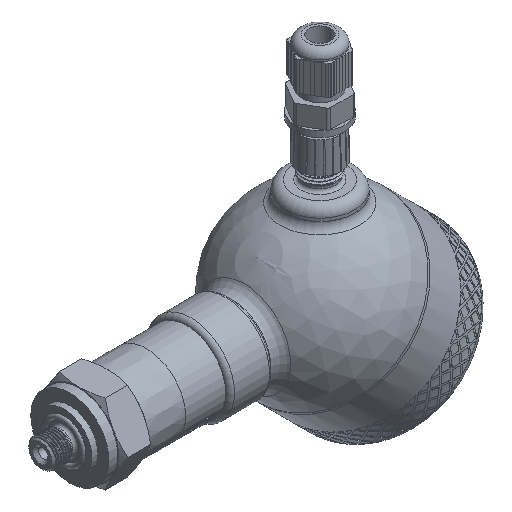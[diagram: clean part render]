
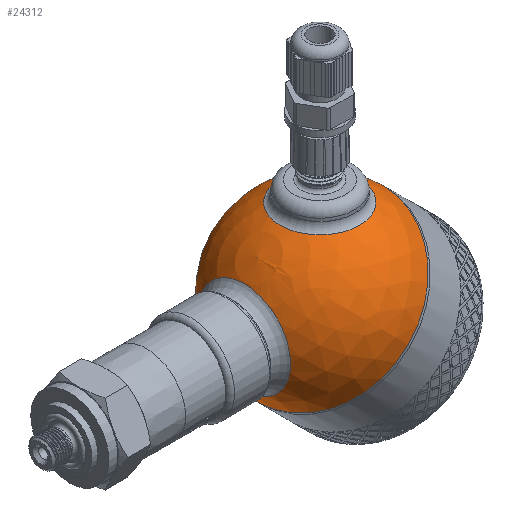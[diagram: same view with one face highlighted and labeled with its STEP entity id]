
A CAD part, isometric view. The second image highlights one B-rep face of the part: STEP entity #24312.
In plain terms, the highlighted spherical face has radius 30 mm.
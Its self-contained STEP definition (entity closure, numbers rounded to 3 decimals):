
#56=SPHERICAL_SURFACE('',#25783,30.);
#1034=FACE_BOUND('',#3490,.T.);
#1035=FACE_BOUND('',#3491,.T.);
#1906=FACE_OUTER_BOUND('',#3489,.T.);
#3489=EDGE_LOOP('',(#17800,#17801,#17802,#17803));
#3490=EDGE_LOOP('',(#17804));
#3491=EDGE_LOOP('',(#17805));
#4926=CIRCLE('',#25706,30.);
#4927=CIRCLE('',#25707,30.);
#4954=CIRCLE('',#25779,13.5);
#4957=CIRCLE('',#25784,30.);
#4958=CIRCLE('',#25785,15.643);
#9553=VERTEX_POINT('',#33601);
#9554=VERTEX_POINT('',#33603);
#10081=VERTEX_POINT('',#40367);
#10083=VERTEX_POINT('',#40374);
#10084=VERTEX_POINT('',#40376);
#12162=EDGE_CURVE('',#9553,#9554,#4926,.T.);
#12163=EDGE_CURVE('',#9554,#9553,#4927,.T.);
#12956=EDGE_CURVE('',#10081,#10081,#4954,.T.);
#12959=EDGE_CURVE('',#9554,#10083,#4957,.T.);
#12960=EDGE_CURVE('',#10084,#10084,#4958,.T.);
#17800=ORIENTED_EDGE('',*,*,#12163,.F.);
#17801=ORIENTED_EDGE('',*,*,#12959,.T.);
#17802=ORIENTED_EDGE('',*,*,#12959,.F.);
#17803=ORIENTED_EDGE('',*,*,#12162,.F.);
#17804=ORIENTED_EDGE('',*,*,#12960,.F.);
#17805=ORIENTED_EDGE('',*,*,#12956,.F.);
#24312=ADVANCED_FACE('',(#1906,#1034,#1035),#56,.T.);
#25706=AXIS2_PLACEMENT_3D('',#33604,#27050,#27051);
#25707=AXIS2_PLACEMENT_3D('',#33605,#27052,#27053);
#25779=AXIS2_PLACEMENT_3D('',#40368,#27474,#27475);
#25783=AXIS2_PLACEMENT_3D('',#40373,#27482,#27483);
#25784=AXIS2_PLACEMENT_3D('',#40375,#27484,#27485);
#25785=AXIS2_PLACEMENT_3D('',#40377,#27486,#27487);
#27050=DIRECTION('center_axis',(1.,0.,0.));
#27051=DIRECTION('ref_axis',(0.,1.,0.));
#27052=DIRECTION('center_axis',(1.,0.,0.));
#27053=DIRECTION('ref_axis',(0.,1.,0.));
#27474=DIRECTION('center_axis',(-0.707,0.,-0.707));
#27475=DIRECTION('ref_axis',(-0.707,0.,0.707));
#27482=DIRECTION('center_axis',(1.,0.,0.));
#27483=DIRECTION('ref_axis',(0.,-1.,0.));
#27484=DIRECTION('center_axis',(0.,0.,1.));
#27485=DIRECTION('ref_axis',(0.,1.,0.));
#27486=DIRECTION('center_axis',(-0.707,0.,0.707));
#27487=DIRECTION('ref_axis',(0.707,0.,0.707));
#33601=CARTESIAN_POINT('',(0.,-30.,0.));
#33603=CARTESIAN_POINT('',(0.,30.,0.));
#33604=CARTESIAN_POINT('Origin',(0.,0.,0.));
#33605=CARTESIAN_POINT('Origin',(0.,0.,0.));
#40367=CARTESIAN_POINT('',(-9.398,0.,-28.49));
#40368=CARTESIAN_POINT('Origin',(-18.944,0.,-18.944));
#40373=CARTESIAN_POINT('Origin',(0.,0.,0.));
#40374=CARTESIAN_POINT('',(-30.,0.,0.));
#40375=CARTESIAN_POINT('Origin',(0.,0.,0.));
#40376=CARTESIAN_POINT('',(-29.162,0.,7.04));
#40377=CARTESIAN_POINT('Origin',(-18.101,0.,18.101));
